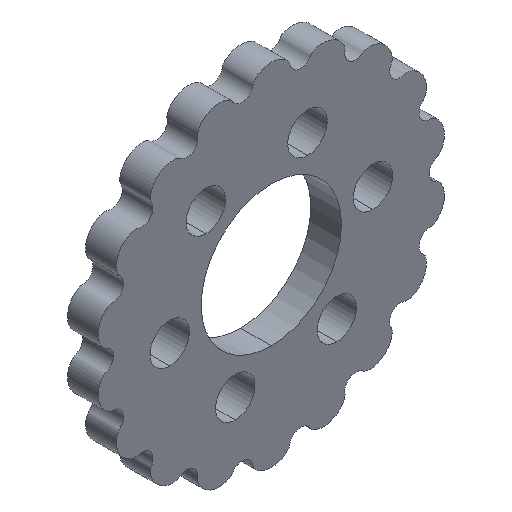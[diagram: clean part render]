
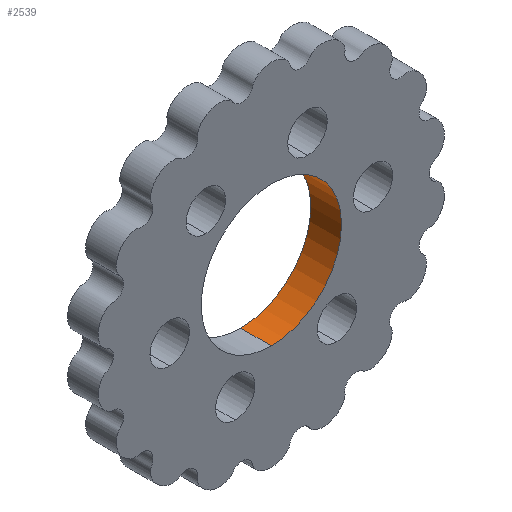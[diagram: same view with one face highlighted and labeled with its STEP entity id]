
A CAD part, isometric view. The second image highlights one B-rep face of the part: STEP entity #2539.
In plain terms, the highlighted cylindrical face has radius 16 mm (diameter 32 mm), a partial arc.
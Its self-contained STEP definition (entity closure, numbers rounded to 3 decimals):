
#89 = EDGE_CURVE ( 'NONE', #198, #160, #3957, .T. ) ;
#137 = DIRECTION ( 'NONE',  ( 0., 1., 0. ) ) ;
#160 = VERTEX_POINT ( 'NONE', #3970 ) ;
#187 = VECTOR ( 'NONE', #3393, 1000. ) ;
#198 = VERTEX_POINT ( 'NONE', #1353 ) ;
#380 = AXIS2_PLACEMENT_3D ( 'NONE', #445, #137, #3345 ) ;
#445 = CARTESIAN_POINT ( 'NONE',  ( 0., 0., 0. ) ) ;
#538 = ORIENTED_EDGE ( 'NONE', *, *, #3077, .T. ) ;
#636 = EDGE_CURVE ( 'NONE', #160, #3660, #3745, .T. ) ;
#771 = CARTESIAN_POINT ( 'NONE',  ( 0., 7., -16. ) ) ;
#992 = AXIS2_PLACEMENT_3D ( 'NONE', #1037, #3011, #2037 ) ;
#1016 = CARTESIAN_POINT ( 'NONE',  ( 0., -45.255, 16. ) ) ;
#1037 = CARTESIAN_POINT ( 'NONE',  ( 0., 7., 0. ) ) ;
#1040 = VECTOR ( 'NONE', #3773, 1000. ) ;
#1092 = ORIENTED_EDGE ( 'NONE', *, *, #89, .F. ) ;
#1103 = CARTESIAN_POINT ( 'NONE',  ( 0., -45.255, 0. ) ) ;
#1110 = AXIS2_PLACEMENT_3D ( 'NONE', #1103, #3922, #1660 ) ;
#1353 = CARTESIAN_POINT ( 'NONE',  ( 0., 0., 16. ) ) ;
#1660 = DIRECTION ( 'NONE',  ( 0., 0., 1. ) ) ;
#1905 = LINE ( 'NONE', #1016, #1040 ) ;
#2013 = FACE_OUTER_BOUND ( 'NONE', #2237, .T. ) ;
#2037 = DIRECTION ( 'NONE',  ( 0., 0., 1. ) ) ;
#2100 = ORIENTED_EDGE ( 'NONE', *, *, #3966, .T. ) ;
#2237 = EDGE_LOOP ( 'NONE', ( #4027, #1092, #538, #2100 ) ) ;
#2321 = CYLINDRICAL_SURFACE ( 'NONE', #1110, 16. ) ;
#2331 = VERTEX_POINT ( 'NONE', #2905 ) ;
#2539 = ADVANCED_FACE ( 'NONE', ( #2013 ), #2321, .F. ) ;
#2752 = CARTESIAN_POINT ( 'NONE',  ( 0., -45.255, -16. ) ) ;
#2779 = CIRCLE ( 'NONE', #992, 16. ) ;
#2905 = CARTESIAN_POINT ( 'NONE',  ( 0., 7., 16. ) ) ;
#3011 = DIRECTION ( 'NONE',  ( 0., 1., 0. ) ) ;
#3077 = EDGE_CURVE ( 'NONE', #198, #2331, #1905, .T. ) ;
#3345 = DIRECTION ( 'NONE',  ( 0., 0., -1. ) ) ;
#3393 = DIRECTION ( 'NONE',  ( 0., 1., 0. ) ) ;
#3660 = VERTEX_POINT ( 'NONE', #771 ) ;
#3745 = LINE ( 'NONE', #2752, #187 ) ;
#3773 = DIRECTION ( 'NONE',  ( 0., 1., 0. ) ) ;
#3922 = DIRECTION ( 'NONE',  ( 0., 1., 0. ) ) ;
#3957 = CIRCLE ( 'NONE', #380, 16. ) ;
#3966 = EDGE_CURVE ( 'NONE', #2331, #3660, #2779, .T. ) ;
#3970 = CARTESIAN_POINT ( 'NONE',  ( 0., 0., -16. ) ) ;
#4027 = ORIENTED_EDGE ( 'NONE', *, *, #636, .F. ) ;
